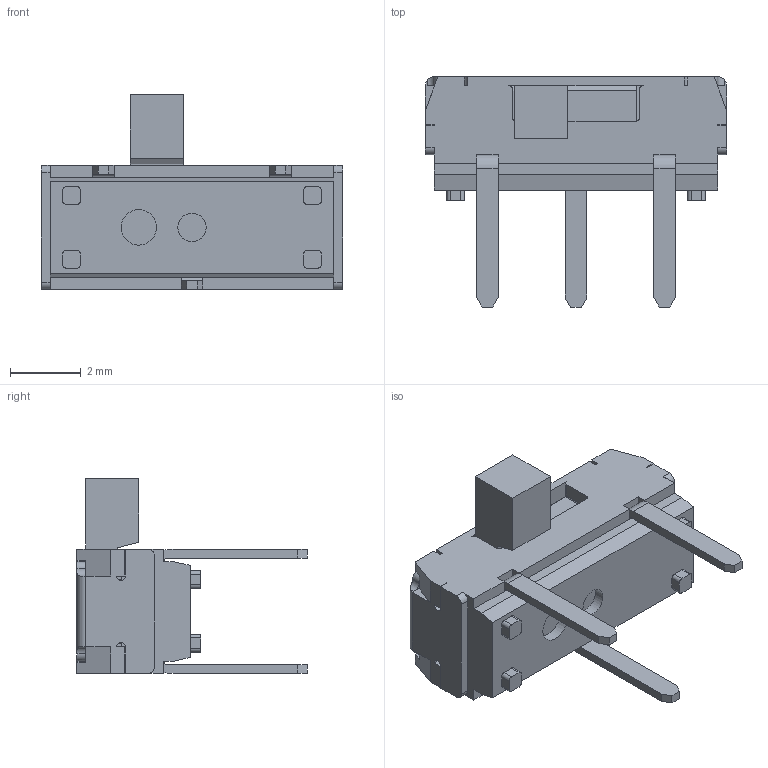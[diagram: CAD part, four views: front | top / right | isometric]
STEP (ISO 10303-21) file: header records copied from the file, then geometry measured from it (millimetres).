
FILE_DESCRIPTION(('FreeCAD Model'),'2;1');
FILE_NAME('copal-cl-sb-12c-12.step', '2018-07-09T06:23:35',('kicad StepUp'),('ksu MCAD'), 'Open CASCADE STEP processor 7.2','FreeCAD','Unknown');
FILE_SCHEMA(('AUTOMOTIVE_DESIGN { 1 0 10303 214 1 1 1 1 }'));
Length unit declared in the file: millimetre
Products named in the file (5): _2Side_setting_s; _12C-12_c; CL_SB_12C_12
Assembly tree (2 placements, depth 2):
  _2Side_setting_s
  _12C-12_c
  CL_SB_12C_12
    _12C-12_c
    _2Side_setting_s
Bounding box: 8.5 x 6.5 x 5.5 mm (x, y, z)
Volume: 171.9 mm3; surface area: 564.2 mm2
Topology: 4 solids, 4 shells, 486 faces, 1432 edges, 932 vertices
Faces by surface type: plane 362, cylinder 124
Full cylindrical faces by diameter (mm): 0.8 x2, 1 x2
Entity records: 38730 total; most frequent: CARTESIAN_POINT 6485, DIRECTION 5462, LINE 3728, VECTOR 3728, ORIENTED_EDGE 2864, PCURVE 2864, DEFINITIONAL_REPRESENTATION 2864, EDGE_CURVE 1432
